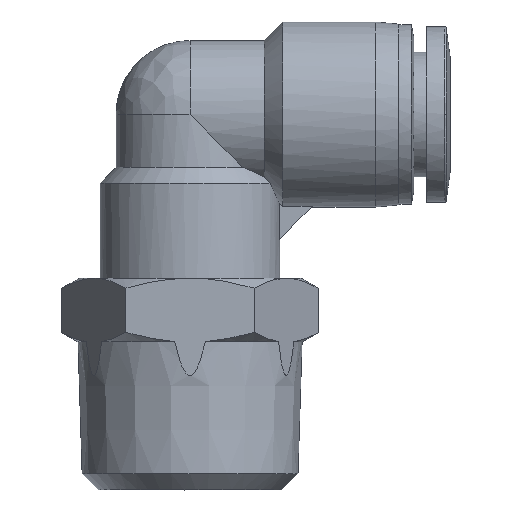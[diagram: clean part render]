
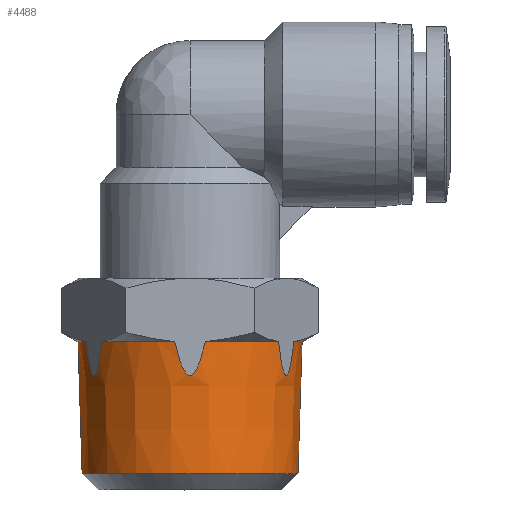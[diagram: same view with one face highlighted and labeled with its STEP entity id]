
A CAD part, top view. The second image highlights one B-rep face of the part: STEP entity #4488.
In plain terms, the highlighted conical face has half-angle 1.79 degrees and reference radius 10.6 mm.
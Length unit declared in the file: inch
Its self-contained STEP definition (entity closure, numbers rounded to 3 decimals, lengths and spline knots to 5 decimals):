
#40 = CARTESIAN_POINT ( 'NONE',  ( -0.40194, -0.72838, 0. ) ) ;
#48 = CARTESIAN_POINT ( 'NONE',  ( 0.05719, -0.23622, 0.41339 ) ) ;
#140 = DIRECTION ( 'NONE',  ( 0., -1., 0. ) ) ;
#282 = CARTESIAN_POINT ( 'NONE',  ( 0., -0.23622, 0. ) ) ;
#306 = VECTOR ( 'NONE', #4196, 39.37008 ) ;
#445 = LINE ( 'NONE', #3791, #306 ) ;
#521 = DIRECTION ( 'NONE',  ( 0.031, 1., 0. ) ) ;
#687 = DIRECTION ( 'NONE',  ( -1., 0., 0. ) ) ;
#689 = CARTESIAN_POINT ( 'NONE',  ( 0., -0.23622, 0. ) ) ;
#798 = VERTEX_POINT ( 'NONE', #4611 ) ;
#838 = EDGE_CURVE ( 'NONE', #2127, #3468, #4469, .T. ) ;
#840 = LINE ( 'NONE', #3032, #891 ) ;
#858 = CARTESIAN_POINT ( 'NONE',  ( -0.05719, -0.23622, 0.41339 ) ) ;
#891 = VECTOR ( 'NONE', #521, 39.37008 ) ;
#927 = ORIENTED_EDGE ( 'NONE', *, *, #4277, .T. ) ;
#1043 = VERTEX_POINT ( 'NONE', #2853 ) ;
#1068 = VERTEX_POINT ( 'NONE', #3201 ) ;
#1107 = DIRECTION ( 'NONE',  ( -1., 0., 0. ) ) ;
#1134 = CARTESIAN_POINT ( 'NONE',  ( -0.32941, -0.23622, 0.25622 ) ) ;
#1241 = FACE_OUTER_BOUND ( 'NONE', #3261, .T. ) ;
#1252 = ORIENTED_EDGE ( 'NONE', *, *, #838, .T. ) ;
#1270 = ORIENTED_EDGE ( 'NONE', *, *, #2362, .F. ) ;
#1308 = CIRCLE ( 'NONE', #2929, 0.41732 ) ;
#1314 = AXIS2_PLACEMENT_3D ( 'NONE', #4069, #1604, #4496 ) ;
#1394 = VERTEX_POINT ( 'NONE', #40 ) ;
#1431 = AXIS2_PLACEMENT_3D ( 'NONE', #2637, #140, #3049 ) ;
#1574 = CARTESIAN_POINT ( 'NONE',  ( 0.41732, -0.23622, 0. ) ) ;
#1581 = VERTEX_POINT ( 'NONE', #4553 ) ;
#1604 = DIRECTION ( 'NONE',  ( 0., -1., 0. ) ) ;
#1605 = VERTEX_POINT ( 'NONE', #4860 ) ;
#1634 = CIRCLE ( 'NONE', #1314, 0.41732 ) ;
#1654 = ORIENTED_EDGE ( 'NONE', *, *, #2377, .T. ) ;
#1713 = CARTESIAN_POINT ( 'NONE',  ( 0.32941, -0.23622, 0.25622 ) ) ;
#1736 = VERTEX_POINT ( 'NONE', #1574 ) ;
#1788 = B_SPLINE_CURVE_WITH_KNOTS ( 'NONE', 3,
 ( #48, #2545, #3358, #858 ),
 .UNSPECIFIED., .F., .F.,
 ( 4, 4 ),
 ( 0., 1. ),
 .UNSPECIFIED. ) ;
#1865 = ORIENTED_EDGE ( 'NONE', *, *, #2814, .T. ) ;
#1921 = ORIENTED_EDGE ( 'NONE', *, *, #1998, .T. ) ;
#1998 = EDGE_CURVE ( 'NONE', #3662, #1068, #3071, .T. ) ;
#2097 = CARTESIAN_POINT ( 'NONE',  ( 0.3866, -0.23622, 0.15717 ) ) ;
#2127 = VERTEX_POINT ( 'NONE', #2097 ) ;
#2174 = EDGE_CURVE ( 'NONE', #1394, #798, #445, .T. ) ;
#2190 = DIRECTION ( 'NONE',  ( -1., 0., 0. ) ) ;
#2192 = CARTESIAN_POINT ( 'NONE',  ( 0., -0.72838, 0. ) ) ;
#2206 = ORIENTED_EDGE ( 'NONE', *, *, #3193, .T. ) ;
#2257 = ORIENTED_EDGE ( 'NONE', *, *, #5113, .T. ) ;
#2362 = EDGE_CURVE ( 'NONE', #1605, #1394, #3629, .T. ) ;
#2377 = EDGE_CURVE ( 'NONE', #1605, #1736, #840, .T. ) ;
#2420 = CARTESIAN_POINT ( 'NONE',  ( -0.34856, -0.40419, 0.22305 ) ) ;
#2545 = CARTESIAN_POINT ( 'NONE',  ( 0.01888, -0.40419, 0.41339 ) ) ;
#2553 = AXIS2_PLACEMENT_3D ( 'NONE', #3802, #5040, #2190 ) ;
#2606 = DIRECTION ( 'NONE',  ( -1., 0., 0. ) ) ;
#2628 = ORIENTED_EDGE ( 'NONE', *, *, #2174, .F. ) ;
#2637 = CARTESIAN_POINT ( 'NONE',  ( 0., -0.23622, 0. ) ) ;
#2699 = ORIENTED_EDGE ( 'NONE', *, *, #4746, .T. ) ;
#2814 = EDGE_CURVE ( 'NONE', #3468, #1581, #3784, .T. ) ;
#2819 = CARTESIAN_POINT ( 'NONE',  ( -0.3866, -0.23622, 0.15717 ) ) ;
#2853 = CARTESIAN_POINT ( 'NONE',  ( -0.05719, -0.23622, 0.41339 ) ) ;
#2929 = AXIS2_PLACEMENT_3D ( 'NONE', #689, #3600, #1107 ) ;
#3032 = CARTESIAN_POINT ( 'NONE',  ( 0.41732, -0.23622, 0. ) ) ;
#3049 = DIRECTION ( 'NONE',  ( -1., 0., 0. ) ) ;
#3071 = B_SPLINE_CURVE_WITH_KNOTS ( 'NONE', 3,
 ( #1134, #2420, #5254, #2819 ),
 .UNSPECIFIED., .F., .F.,
 ( 4, 4 ),
 ( 0., 1. ),
 .UNSPECIFIED. ) ;
#3105 = AXIS2_PLACEMENT_3D ( 'NONE', #2192, #5055, #2606 ) ;
#3188 = DIRECTION ( 'NONE',  ( 0., -1., 0. ) ) ;
#3193 = EDGE_CURVE ( 'NONE', #1581, #1043, #1788, .T. ) ;
#3201 = CARTESIAN_POINT ( 'NONE',  ( -0.3866, -0.23622, 0.15717 ) ) ;
#3261 = EDGE_LOOP ( 'NONE', ( #1270, #1654, #927, #1252, #1865, #2206, #2257, #1921, #2699, #2628 ) ) ;
#3358 = CARTESIAN_POINT ( 'NONE',  ( -0.01888, -0.40419, 0.41339 ) ) ;
#3468 = VERTEX_POINT ( 'NONE', #1713 ) ;
#3600 = DIRECTION ( 'NONE',  ( 0., -1., 0. ) ) ;
#3629 = CIRCLE ( 'NONE', #3105, 0.40194 ) ;
#3662 = VERTEX_POINT ( 'NONE', #4727 ) ;
#3784 = CIRCLE ( 'NONE', #3998, 0.41732 ) ;
#3791 = CARTESIAN_POINT ( 'NONE',  ( -0.41732, -0.23622, 0. ) ) ;
#3802 = CARTESIAN_POINT ( 'NONE',  ( 0., -0.23622, 0. ) ) ;
#3990 = CARTESIAN_POINT ( 'NONE',  ( 0.32941, -0.23622, 0.25622 ) ) ;
#3998 = AXIS2_PLACEMENT_3D ( 'NONE', #282, #3188, #687 ) ;
#4025 = CARTESIAN_POINT ( 'NONE',  ( 0.3866, -0.23622, 0.15717 ) ) ;
#4059 = CARTESIAN_POINT ( 'NONE',  ( 0.36744, -0.40419, 0.19034 ) ) ;
#4069 = CARTESIAN_POINT ( 'NONE',  ( 0., -0.23622, 0. ) ) ;
#4196 = DIRECTION ( 'NONE',  ( -0.031, 1., 0. ) ) ;
#4277 = EDGE_CURVE ( 'NONE', #1736, #2127, #1308, .T. ) ;
#4404 = CIRCLE ( 'NONE', #1431, 0.41732 ) ;
#4469 = B_SPLINE_CURVE_WITH_KNOTS ( 'NONE', 3,
 ( #4025, #4059, #4559, #3990 ),
 .UNSPECIFIED., .F., .F.,
 ( 4, 4 ),
 ( 0., 1. ),
 .UNSPECIFIED. ) ;
#4488 = ADVANCED_FACE ( 'NONE', ( #1241 ), #4861, .T. ) ;
#4496 = DIRECTION ( 'NONE',  ( -1., 0., 0. ) ) ;
#4553 = CARTESIAN_POINT ( 'NONE',  ( 0.05719, -0.23622, 0.41339 ) ) ;
#4559 = CARTESIAN_POINT ( 'NONE',  ( 0.34856, -0.40419, 0.22305 ) ) ;
#4611 = CARTESIAN_POINT ( 'NONE',  ( -0.41732, -0.23622, 0. ) ) ;
#4727 = CARTESIAN_POINT ( 'NONE',  ( -0.32941, -0.23622, 0.25622 ) ) ;
#4746 = EDGE_CURVE ( 'NONE', #1068, #798, #1634, .T. ) ;
#4860 = CARTESIAN_POINT ( 'NONE',  ( 0.40194, -0.72838, 0. ) ) ;
#4861 = CONICAL_SURFACE ( 'NONE', #2553, 0.41732, 0.031 ) ;
#5040 = DIRECTION ( 'NONE',  ( 0., 1., 0. ) ) ;
#5055 = DIRECTION ( 'NONE',  ( 0., -1., 0. ) ) ;
#5113 = EDGE_CURVE ( 'NONE', #1043, #3662, #4404, .T. ) ;
#5254 = CARTESIAN_POINT ( 'NONE',  ( -0.36744, -0.40419, 0.19034 ) ) ;
